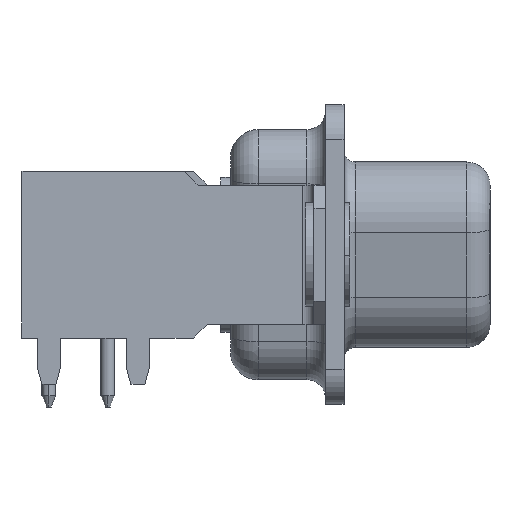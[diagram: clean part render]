
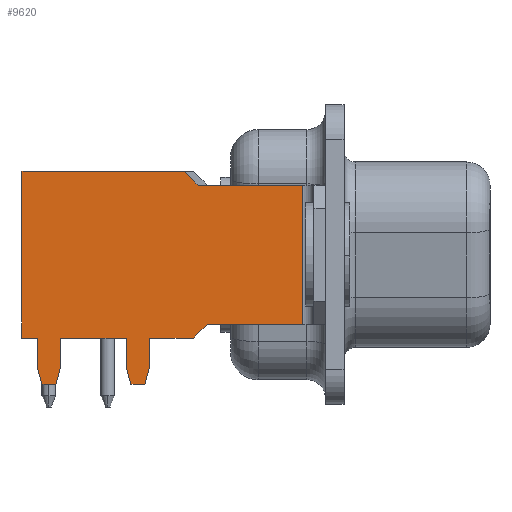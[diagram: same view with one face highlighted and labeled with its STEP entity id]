
A CAD part, left-side view. The second image highlights one B-rep face of the part: STEP entity #9620.
In plain terms, the highlighted face is planar.
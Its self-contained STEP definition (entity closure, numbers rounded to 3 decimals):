
#5450=CARTESIAN_POINT('',(-212.936,210.467,-5.64));
#5460=VERTEX_POINT('',#5450);
#5490=CARTESIAN_POINT('',(-212.879,210.467,-5.697)
);
#5500=DIRECTION('',(-0.707,0.,
0.707));
#5510=VECTOR('',#5500,1.);
#5520=LINE('',#5490,#5510);
#5530=CARTESIAN_POINT('',(-212.336,210.467,-6.24));
#5540=VERTEX_POINT('',#5530);
#5550=EDGE_CURVE('',#5540,#5460,#5520,.T.);
#5900=CARTESIAN_POINT('',(-219.536,210.467,-5.842));
#5910=VERTEX_POINT('',#5900);
#5960=CARTESIAN_POINT('',(-213.694,210.467,0.));
#5970=DIRECTION('',(0.707,0.,
0.707));
#5980=VECTOR('',#5970,1.);
#5990=LINE('',#5960,#5980);
#6000=CARTESIAN_POINT('',(-218.936,210.467,-5.242));
#6010=VERTEX_POINT('',#6000);
#6020=EDGE_CURVE('',#5910,#6010,#5990,.T.);
#6800=CARTESIAN_POINT('',(-212.336,210.467,0.));
#6810=DIRECTION('',(0.,0.,1.));
#6820=VECTOR('',#6810,1.);
#6830=LINE('',#6800,#6820);
#6840=CARTESIAN_POINT('',(-212.336,210.467,-13.24));
#6850=VERTEX_POINT('',#6840);
#6860=EDGE_CURVE('',#6850,#5540,#6830,.T.);
#8200=CARTESIAN_POINT('',(-216.192,210.467,-9.971
));
#8210=DIRECTION('',(-0.,-1.,0.));
#8220=DIRECTION('',(-1.,0.,0.));
#8230=AXIS2_PLACEMENT_3D('',#8200,#8210,#8220);
#8240=PLANE('',#8230);
#8250=CARTESIAN_POINT('',(-218.936,210.467,0.));
#8260=DIRECTION('',(0.,0.,-1.));
#8270=VECTOR('',#8260,1.);
#8280=LINE('',#8250,#8270);
#8290=CARTESIAN_POINT('',(-218.936,210.467,-1.14));
#8300=VERTEX_POINT('',#8290);
#8310=EDGE_CURVE('',#8300,#6010,#8280,.T.);
#8320=ORIENTED_EDGE('',*,*,#8310,.F.);
#8330=ORIENTED_EDGE('',*,*,#6020,.T.);
#8340=CARTESIAN_POINT('',(-219.536,210.467,0.));
#8350=DIRECTION('',(0.,0.,-1.));
#8360=VECTOR('',#8350,1.);
#8370=LINE('',#8340,#8360);
#8380=CARTESIAN_POINT('',(-219.536,210.467,-7.74));
#8390=VERTEX_POINT('',#8380);
#8400=EDGE_CURVE('',#5910,#8390,#8370,.T.);
#8410=ORIENTED_EDGE('',*,*,#8400,.F.);
#8420=CARTESIAN_POINT('',(-194.125,210.467,-7.74
));
#8430=DIRECTION('',(1.,0.,0.));
#8440=VECTOR('',#8430,1.);
#8450=LINE('',#8420,#8440);
#8460=CARTESIAN_POINT('',(-220.789,210.467,-7.74
));
#8470=VERTEX_POINT('',#8460);
#8480=EDGE_CURVE('',#8470,#8390,#8450,.T.);
#8490=ORIENTED_EDGE('',*,*,#8480,.T.);
#8500=CARTESIAN_POINT('',(-193.825,210.467,
-0.515));
#8510=DIRECTION('',(0.966,0.,
0.259));
#8520=VECTOR('',#8510,1.);
#8530=LINE('',#8500,#8520);
#8540=CARTESIAN_POINT('',(-221.536,210.467,-7.94));
#8550=VERTEX_POINT('',#8540);
#8560=EDGE_CURVE('',#8550,#8470,#8530,.T.);
#8570=ORIENTED_EDGE('',*,*,#8560,.T.);
#8580=CARTESIAN_POINT('',(-221.536,210.467,0.1));
#8590=DIRECTION('',(0.,0.,-1.));
#8600=VECTOR('',#8590,1.);
#8610=LINE('',#8580,#8600);
#8620=CARTESIAN_POINT('',(-221.536,210.467,-8.54));
#8630=VERTEX_POINT('',#8620);
#8640=EDGE_CURVE('',#8550,#8630,#8610,.T.);
#8650=ORIENTED_EDGE('',*,*,#8640,.F.);
#8660=CARTESIAN_POINT('',(-193.825,210.467,-15.965
));
#8670=DIRECTION('',(-0.966,0.,
0.259));
#8680=VECTOR('',#8670,1.);
#8690=LINE('',#8660,#8680);
#8700=CARTESIAN_POINT('',(-220.789,210.467,-8.74
));
#8710=VERTEX_POINT('',#8700);
#8720=EDGE_CURVE('',#8710,#8630,#8690,.T.);
#8730=ORIENTED_EDGE('',*,*,#8720,.T.);
#8740=CARTESIAN_POINT('',(-194.125,210.467,-8.74
));
#8750=DIRECTION('',(-1.,0.,0.));
#8760=VECTOR('',#8750,1.);
#8770=LINE('',#8740,#8760);
#8780=CARTESIAN_POINT('',(-219.536,210.467,-8.74));
#8790=VERTEX_POINT('',#8780);
#8800=EDGE_CURVE('',#8790,#8710,#8770,.T.);
#8810=ORIENTED_EDGE('',*,*,#8800,.T.);
#8820=CARTESIAN_POINT('',(-219.536,210.467,0.));
#8830=DIRECTION('',(0.,0.,-1.));
#8840=VECTOR('',#8830,1.);
#8850=LINE('',#8820,#8840);
#8860=CARTESIAN_POINT('',(-219.536,210.467,-11.58));
#8870=VERTEX_POINT('',#8860);
#8880=EDGE_CURVE('',#8790,#8870,#8850,.T.);
#8890=ORIENTED_EDGE('',*,*,#8880,.F.);
#8900=CARTESIAN_POINT('',(-194.125,210.467,-11.58));
#8910=DIRECTION('',(-1.,0.,0.));
#8920=VECTOR('',#8910,1.);
#8930=LINE('',#8900,#8920);
#8940=CARTESIAN_POINT('',(-220.789,210.467,-11.58));
#8950=VERTEX_POINT('',#8940);
#8960=EDGE_CURVE('',#8870,#8950,#8930,.T.);
#8970=ORIENTED_EDGE('',*,*,#8960,.F.);
#8980=CARTESIAN_POINT('',(-193.825,210.467,-4.355
));
#8990=DIRECTION('',(0.966,0.,
0.259));
#9000=VECTOR('',#8990,1.);
#9010=LINE('',#8980,#9000);
#9020=CARTESIAN_POINT('',(-221.536,210.467,-11.78));
#9030=VERTEX_POINT('',#9020);
#9040=EDGE_CURVE('',#9030,#8950,#9010,.T.);
#9050=ORIENTED_EDGE('',*,*,#9040,.T.);
#9060=CARTESIAN_POINT('',(-221.536,210.467,0.1));
#9070=DIRECTION('',(0.,0.,-1.));
#9080=VECTOR('',#9070,1.);
#9090=LINE('',#9060,#9080);
#9100=CARTESIAN_POINT('',(-221.536,210.467,-12.38));
#9110=VERTEX_POINT('',#9100);
#9120=EDGE_CURVE('',#9030,#9110,#9090,.T.);
#9130=ORIENTED_EDGE('',*,*,#9120,.F.);
#9140=CARTESIAN_POINT('',(-193.825,210.467,-19.805
));
#9150=DIRECTION('',(-0.966,0.,
0.259));
#9160=VECTOR('',#9150,1.);
#9170=LINE('',#9140,#9160);
#9180=CARTESIAN_POINT('',(-220.789,210.467,-12.58));
#9190=VERTEX_POINT('',#9180);
#9200=EDGE_CURVE('',#9190,#9110,#9170,.T.);
#9210=ORIENTED_EDGE('',*,*,#9200,.T.);
#9220=CARTESIAN_POINT('',(-194.125,210.467,-12.58));
#9230=DIRECTION('',(1.,0.,0.));
#9240=VECTOR('',#9230,1.);
#9250=LINE('',#9220,#9240);
#9260=CARTESIAN_POINT('',(-219.536,210.467,-12.58));
#9270=VERTEX_POINT('',#9260);
#9280=EDGE_CURVE('',#9190,#9270,#9250,.T.);
#9290=ORIENTED_EDGE('',*,*,#9280,.F.);
#9300=CARTESIAN_POINT('',(-219.536,210.467,0.));
#9310=DIRECTION('',(0.,0.,-1.));
#9320=VECTOR('',#9310,1.);
#9330=LINE('',#9300,#9320);
#9340=CARTESIAN_POINT('',(-219.536,210.467,-13.24));
#9350=VERTEX_POINT('',#9340);
#9360=EDGE_CURVE('',#9270,#9350,#9330,.T.);
#9370=ORIENTED_EDGE('',*,*,#9360,.F.);
#9380=CARTESIAN_POINT('',(-194.125,210.467,-13.24));
#9390=DIRECTION('',(1.,0.,0.));
#9400=VECTOR('',#9390,1.);
#9410=LINE('',#9380,#9400);
#9420=EDGE_CURVE('',#9350,#6850,#9410,.T.);
#9430=ORIENTED_EDGE('',*,*,#9420,.F.);
#9440=ORIENTED_EDGE('',*,*,#6860,.F.);
#9450=ORIENTED_EDGE('',*,*,#5550,.F.);
#9460=CARTESIAN_POINT('',(-212.936,210.467,0.));
#9470=DIRECTION('',(0.,0.,1.));
#9480=VECTOR('',#9470,1.);
#9490=LINE('',#9460,#9480);
#9500=CARTESIAN_POINT('',(-212.936,210.467,-1.14));
#9510=VERTEX_POINT('',#9500);
#9520=EDGE_CURVE('',#5460,#9510,#9490,.T.);
#9530=ORIENTED_EDGE('',*,*,#9520,.F.);
#9540=CARTESIAN_POINT('',(-194.125,210.467,-1.14));
#9550=DIRECTION('',(-1.,0.,0.));
#9560=VECTOR('',#9550,1.);
#9570=LINE('',#9540,#9560);
#9580=EDGE_CURVE('',#9510,#8300,#9570,.T.);
#9590=ORIENTED_EDGE('',*,*,#9580,.F.);
#9600=EDGE_LOOP('',(#9590,#9530,#9450,#9440,#9430,#9370,#9290,#9210,
#9130,#9050,#8970,#8890,#8810,#8730,#8650,#8570,#8490,#8410,#8330,#8320)
);
#9610=FACE_OUTER_BOUND('',#9600,.T.);
#9620=ADVANCED_FACE('',(#9610),#8240,.F.);
